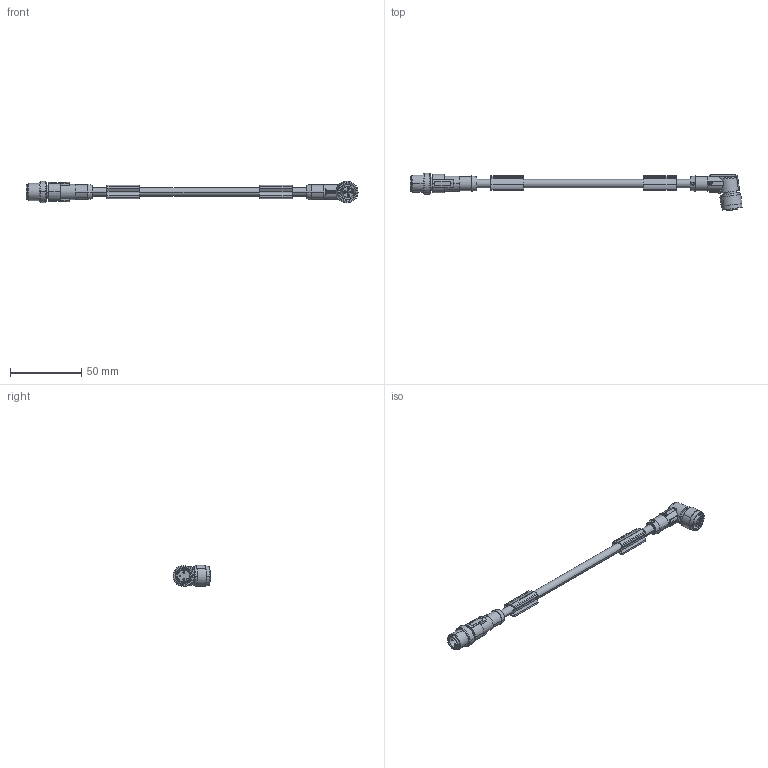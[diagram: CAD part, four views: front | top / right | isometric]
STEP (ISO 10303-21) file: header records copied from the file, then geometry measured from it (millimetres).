
FILE_DESCRIPTION(('SolidDesigner STEP Export'),'2;1');
FILE_NAME('1668399.stp','2011-11-30T11:46:53',(''),(''),'CoCreate Modeling STEP processor for AP214 (Solid Model)','CoCreate Modeling 16.00A 16-Aug-2008 (C) Parametric Technology GmbH','');
FILE_SCHEMA(('AUTOMOTIVE_DESIGN { 1 0 10303 214 1 1 1 1 }'));
Length unit declared in the file: millimetre
Products named in the file (2): 1668399
Assembly tree (1 placements, depth 2):
  1668399
    1668399
Bounding box: 232.94 x 26.5 x 14.8 mm (x, y, z)
Volume: 14397.1 mm3; surface area: 11006.5 mm2
Topology: 1 solids, 1 shells, 424 faces, 1138 edges, 753 vertices
Faces by surface type: cylinder 172, plane 154, extrusion 54, cone 33, torus 6, bspline 5
Entity records: 21402 total; most frequent: CARTESIAN_POINT 8186, ORIENTED_EDGE 2276, DIRECTION 1675, EDGE_CURVE 1138, VERTEX_POINT 753, VECTOR 597, LINE 543, AXIS2_PLACEMENT_3D 539
